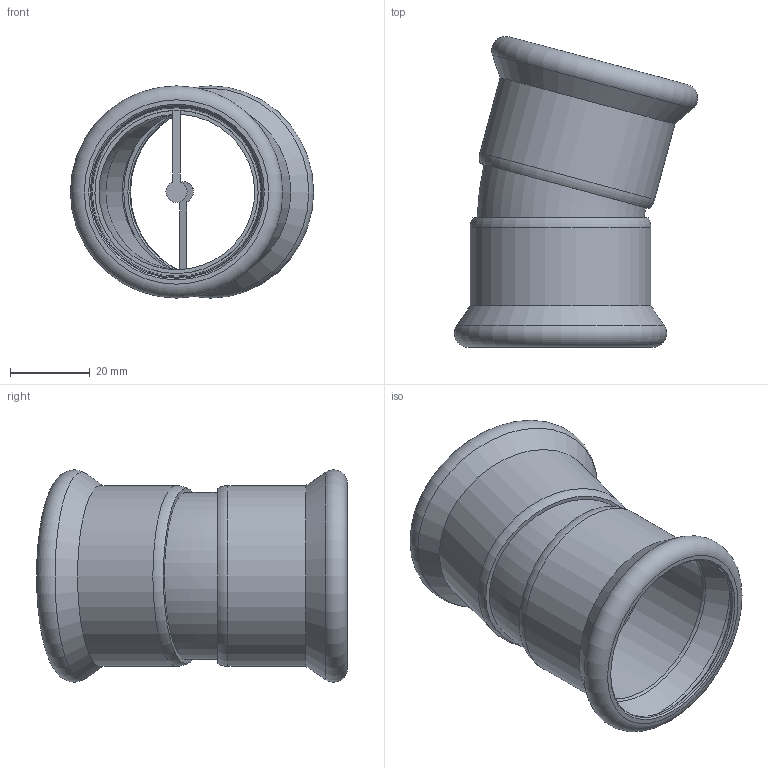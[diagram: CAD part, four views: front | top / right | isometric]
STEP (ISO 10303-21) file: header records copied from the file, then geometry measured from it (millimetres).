
FILE_DESCRIPTION(/* description */ (''),/* implementation_level */ '2;1');
FILE_NAME(/* name */ '36106.stp',/* time_stamp */ '2014-04-01T21:02:44+02:00',/* author */ ('bruh'),/* organization */ (''),/* preprocessor_version */ 'ST-DEVELOPER v15.2',/* originating_system */ 'Autodesk Inventor 2014',/* authorisation */ '');
FILE_SCHEMA (('AUTOMOTIVE_DESIGN { 1 0 10303 214 3 1 1 }'));
Length unit declared in the file: millimetre
Products named in the file (4): 401010; 900026; 36106
Bounding box: 61.07 x 78.06 x 53.29 mm (x, y, z)
Volume: 17363.6 mm3; surface area: 24166.3 mm2
Topology: 3 solids, 3 shells, 44 faces, 86 edges, 52 vertices
Faces by surface type: plane 16, torus 10, cylinder 10, cone 8
Full cylindrical faces by diameter (mm): 41 x2, 42.3 x2, 43.3 x2, 45.4 x2
Entity records: 881 total; most frequent: CARTESIAN_POINT 350, DIRECTION 110, ORIENTED_EDGE 62, AXIS2_PLACEMENT_3D 51, EDGE_LOOP 44, EDGE_CURVE 31, VERTEX_POINT 27, ADVANCED_FACE 24
